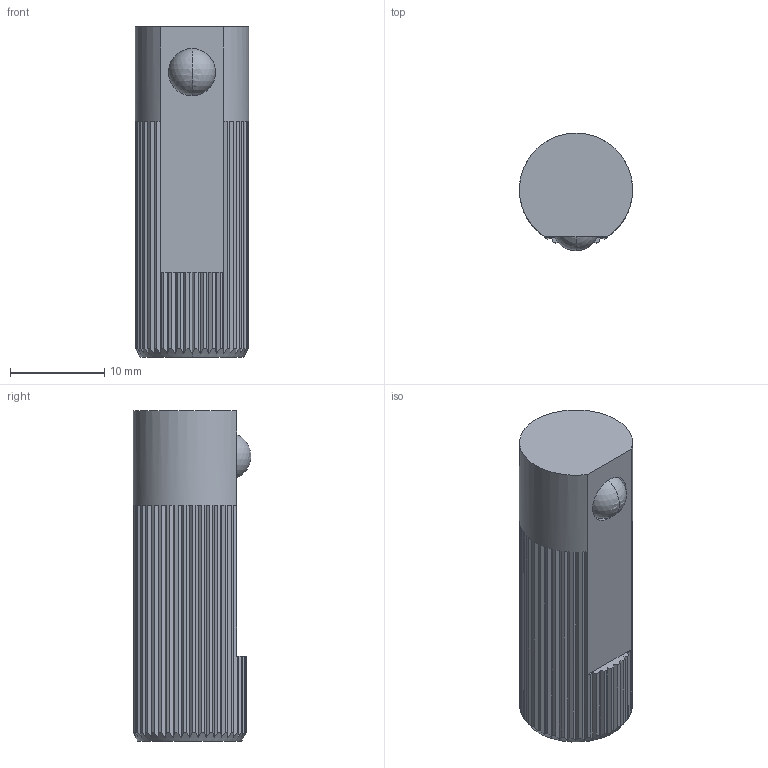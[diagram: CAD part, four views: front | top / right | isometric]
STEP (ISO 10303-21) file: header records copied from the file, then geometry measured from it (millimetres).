
FILE_DESCRIPTION(('STEP AP214'),'1');
FILE_NAME(' ',' ',('TraceParts'),('TraceParts S.A.'),'XStep 1.0',' ',' ');
FILE_SCHEMA(('automotive_design'));
Length unit declared in the file: millimetre
Products named in the file (2): 1; 2
Bounding box: 12 x 12.5 x 35 mm (x, y, z)
Volume: 3650 mm3; surface area: 1951.3 mm2
Topology: 2 solids, 2 shells, 138 faces, 399 edges, 262 vertices
Faces by surface type: plane 122, cylinder 12, sphere 2, cone 2
Entity records: 8855 total; most frequent: CARTESIAN_POINT 957, STYLED_ITEM 797, PRESENTATION_STYLE_ASSIGNMENT 797, COLOUR_RGB 797, ORIENTED_EDGE 790, DIRECTION 687, EDGE_CURVE 395, CURVE_STYLE 395
